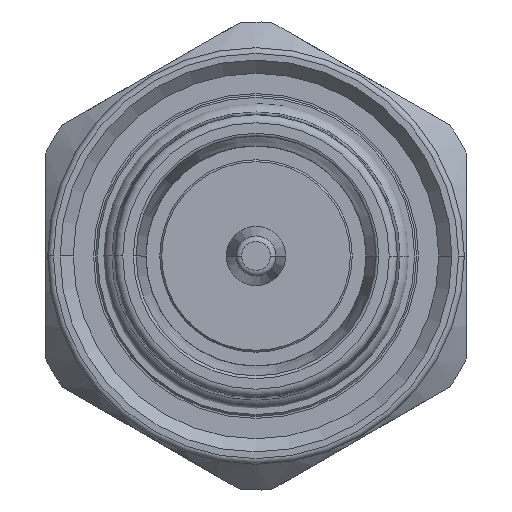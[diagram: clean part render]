
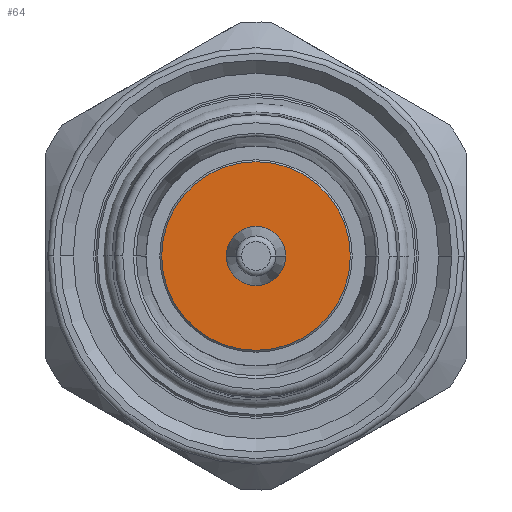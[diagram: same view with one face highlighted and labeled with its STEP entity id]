
A CAD part, left-side view. The second image highlights one B-rep face of the part: STEP entity #64.
In plain terms, the highlighted planar face has unit normal (-1, 0, 0).
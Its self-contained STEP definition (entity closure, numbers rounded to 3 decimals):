
#29 = DIRECTION ( 'NONE',  ( -1., 0., 0. ) ) ;
#64 = ADVANCED_FACE ( 'NONE', ( #3350, #243 ), #1041, .F. ) ;
#90 = DIRECTION ( 'NONE',  ( -1., 0., 0. ) ) ;
#126 = CARTESIAN_POINT ( 'NONE',  ( 5.6, -4.935, 0. ) ) ;
#187 = EDGE_LOOP ( 'NONE', ( #2199, #2599 ) ) ;
#225 = EDGE_CURVE ( 'NONE', #2434, #1350, #282, .T. ) ;
#243 = FACE_OUTER_BOUND ( 'NONE', #187, .T. ) ;
#282 = CIRCLE ( 'NONE', #3461, 4.935 ) ;
#343 = VERTEX_POINT ( 'NONE', #2604 ) ;
#418 = AXIS2_PLACEMENT_3D ( 'NONE', #2902, #29, #1685 ) ;
#484 = ORIENTED_EDGE ( 'NONE', *, *, #2730, .F. ) ;
#591 = CARTESIAN_POINT ( 'NONE',  ( 5.6, 0., 0. ) ) ;
#720 = CARTESIAN_POINT ( 'NONE',  ( 5.6, 0., 0. ) ) ;
#901 = AXIS2_PLACEMENT_3D ( 'NONE', #2322, #1703, #3279 ) ;
#914 = DIRECTION ( 'NONE',  ( 0., -1., 0. ) ) ;
#949 = CIRCLE ( 'NONE', #418, 4.935 ) ;
#1041 = PLANE ( 'NONE',  #901 ) ;
#1052 = DIRECTION ( 'NONE',  ( 0., -1., 0. ) ) ;
#1350 = VERTEX_POINT ( 'NONE', #3009 ) ;
#1601 = EDGE_CURVE ( 'NONE', #1350, #2434, #949, .T. ) ;
#1632 = CARTESIAN_POINT ( 'NONE',  ( 5.6, 1.551, 0. ) ) ;
#1685 = DIRECTION ( 'NONE',  ( 0., -1., 0. ) ) ;
#1703 = DIRECTION ( 'NONE',  ( 1., 0., 0. ) ) ;
#2030 = DIRECTION ( 'NONE',  ( 0., -1., 0. ) ) ;
#2199 = ORIENTED_EDGE ( 'NONE', *, *, #1601, .T. ) ;
#2322 = CARTESIAN_POINT ( 'NONE',  ( 5.6, 4.935, 0. ) ) ;
#2333 = EDGE_CURVE ( 'NONE', #3029, #343, #2880, .T. ) ;
#2345 = CARTESIAN_POINT ( 'NONE',  ( 5.6, 0., 0. ) ) ;
#2434 = VERTEX_POINT ( 'NONE', #126 ) ;
#2469 = ORIENTED_EDGE ( 'NONE', *, *, #2333, .F. ) ;
#2565 = CIRCLE ( 'NONE', #3722, 1.551 ) ;
#2599 = ORIENTED_EDGE ( 'NONE', *, *, #225, .T. ) ;
#2604 = CARTESIAN_POINT ( 'NONE',  ( 5.6, -1.551, 0. ) ) ;
#2730 = EDGE_CURVE ( 'NONE', #343, #3029, #2565, .T. ) ;
#2820 = DIRECTION ( 'NONE',  ( -1., 0., 0. ) ) ;
#2880 = CIRCLE ( 'NONE', #4094, 1.551 ) ;
#2902 = CARTESIAN_POINT ( 'NONE',  ( 5.6, 0., 0. ) ) ;
#2950 = DIRECTION ( 'NONE',  ( -1., 0., 0. ) ) ;
#3009 = CARTESIAN_POINT ( 'NONE',  ( 5.6, 4.935, 0. ) ) ;
#3029 = VERTEX_POINT ( 'NONE', #1632 ) ;
#3279 = DIRECTION ( 'NONE',  ( 0., 1., 0. ) ) ;
#3350 = FACE_BOUND ( 'NONE', #3470, .T. ) ;
#3461 = AXIS2_PLACEMENT_3D ( 'NONE', #2345, #90, #2030 ) ;
#3470 = EDGE_LOOP ( 'NONE', ( #484, #2469 ) ) ;
#3722 = AXIS2_PLACEMENT_3D ( 'NONE', #591, #2820, #914 ) ;
#4094 = AXIS2_PLACEMENT_3D ( 'NONE', #720, #2950, #1052 ) ;
